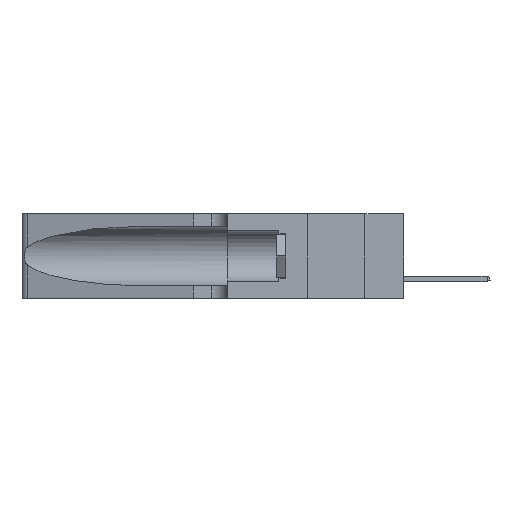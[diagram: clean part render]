
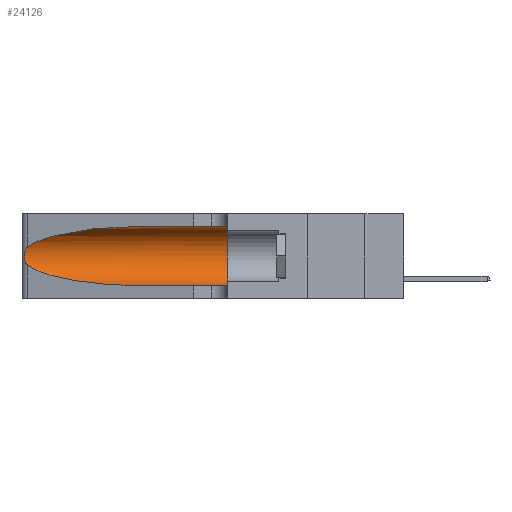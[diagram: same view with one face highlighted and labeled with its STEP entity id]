
A CAD part, left-side view. The second image highlights one B-rep face of the part: STEP entity #24126.
In plain terms, the highlighted cylindrical face has radius 3.308 mm (diameter 6.617 mm), a partial arc.
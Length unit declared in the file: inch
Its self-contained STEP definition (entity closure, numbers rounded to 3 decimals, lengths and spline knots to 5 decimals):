
#1013 = ORIENTED_EDGE ( 'NONE', *, *, #20043, .T. ) ;
#1071 = CARTESIAN_POINT ( 'NONE',  ( 0.25487, 1.22718, 0.14631 ) ) ;
#1192 = DIRECTION ( 'NONE',  ( 0., -1., 0. ) ) ;
#1202 = CARTESIAN_POINT ( 'NONE',  ( 0.1305, 0.72297, 0.05475 ) ) ;
#1907 = CARTESIAN_POINT ( 'NONE',  ( 0.25555, 1.22994, 0.2215 ) ) ;
#2664 = AXIS2_PLACEMENT_3D ( 'NONE', #3884, #6998, #30710 ) ;
#2822 = DIRECTION ( 'NONE',  ( 0., -1., 0. ) ) ;
#3773 = CARTESIAN_POINT ( 'NONE',  ( 0.25487, 1.22718, 0.22369 ) ) ;
#3884 = CARTESIAN_POINT ( 'NONE',  ( 0.1305, 0.35, 0.185 ) ) ;
#5180 = CARTESIAN_POINT ( 'NONE',  ( 0.26075, 1.23896, 0.178 ) ) ;
#5438 = CARTESIAN_POINT ( 'NONE',  ( 0.26075, 1.23896, 0.19203 ) ) ;
#6095 = VERTEX_POINT ( 'NONE', #10963 ) ;
#6156 = VERTEX_POINT ( 'NONE', #19525 ) ;
#6195 = EDGE_CURVE ( 'NONE', #10531, #38223, #20161, .T. ) ;
#6748 = DIRECTION ( 'NONE',  ( 0., -1., 0. ) ) ;
#6883 = ORIENTED_EDGE ( 'NONE', *, *, #6195, .T. ) ;
#6998 = DIRECTION ( 'NONE',  ( 0., 1., 0. ) ) ;
#8276 = CARTESIAN_POINT ( 'NONE',  ( 0.25789, 1.23486, 0.15765 ) ) ;
#8731 = EDGE_LOOP ( 'NONE', ( #1013, #6883, #23019, #37024, #15405, #19382 ) ) ;
#9454 = CARTESIAN_POINT ( 'NONE',  ( 0.18966, 0.96281, 0.31525 ) ) ;
#10531 = VERTEX_POINT ( 'NONE', #37269 ) ;
#10963 = CARTESIAN_POINT ( 'NONE',  ( 0.1305, 0.72297, 0.05475 ) ) ;
#11587 =( BOUNDED_CURVE ( )  B_SPLINE_CURVE ( 3, ( #15524, #9454, #15413, #3773 ),
 .UNSPECIFIED., .F., .F. ) 
 B_SPLINE_CURVE_WITH_KNOTS ( ( 4, 4 ),
 ( 1.5708, 2.84003 ),
 .UNSPECIFIED. ) 
 CURVE ( )  GEOMETRIC_REPRESENTATION_ITEM ( )  RATIONAL_B_SPLINE_CURVE ( ( 1., 0.87, 0.87, 1. ) ) 
 REPRESENTATION_ITEM ( '' )  );
#13795 = CARTESIAN_POINT ( 'NONE',  ( 0.25854, 1.2359, 0.20912 ) ) ;
#14187 = CARTESIAN_POINT ( 'NONE',  ( 0.25555, 1.22993, 0.14849 ) ) ;
#14717 = FACE_OUTER_BOUND ( 'NONE', #8731, .T. ) ;
#14890 =( BOUNDED_CURVE ( )  B_SPLINE_CURVE ( 3, ( #1071, #15845, #30921, #1202 ),
 .UNSPECIFIED., .F., .F. ) 
 B_SPLINE_CURVE_WITH_KNOTS ( ( 4, 4 ),
 ( 3.44316, 4.71239 ),
 .UNSPECIFIED. ) 
 CURVE ( )  GEOMETRIC_REPRESENTATION_ITEM ( )  RATIONAL_B_SPLINE_CURVE ( ( 1., 0.87, 0.87, 1. ) ) 
 REPRESENTATION_ITEM ( '' )  );
#15405 = ORIENTED_EDGE ( 'NONE', *, *, #36867, .F. ) ;
#15413 = CARTESIAN_POINT ( 'NONE',  ( 0.2373, 1.15595, 0.28018 ) ) ;
#15524 = CARTESIAN_POINT ( 'NONE',  ( 0.1305, 0.72297, 0.31525 ) ) ;
#15845 = CARTESIAN_POINT ( 'NONE',  ( 0.2373, 1.15595, 0.08982 ) ) ;
#18337 = CARTESIAN_POINT ( 'NONE',  ( 0.25487, 1.22718, 0.14631 ) ) ;
#18719 = LINE ( 'NONE', #21116, #27014 ) ;
#19382 = ORIENTED_EDGE ( 'NONE', *, *, #36787, .F. ) ;
#19525 = CARTESIAN_POINT ( 'NONE',  ( 0.1305, 0.35, 0.05475 ) ) ;
#19653 = CARTESIAN_POINT ( 'NONE',  ( 0.25487, 1.22718, 0.22369 ) ) ;
#20043 = EDGE_CURVE ( 'NONE', #35791, #10531, #11587, .T. ) ;
#20052 = CARTESIAN_POINT ( 'NONE',  ( 0.25487, 1.22718, 0.14631 ) ) ;
#20161 = B_SPLINE_CURVE_WITH_KNOTS ( 'NONE', 3,
 ( #19653, #1907, #28524, #31465, #13795, #32205, #5438, #5180, #25961, #28896, #8276, #37646, #14187, #20052 ),
 .UNSPECIFIED., .F., .F.,
 ( 4, 2, 2, 2, 2, 2, 4 ),
 ( 0., 0.00027, 0.00053, 0.00107, 0.0016, 0.00187, 0.00214 ),
 .UNSPECIFIED. ) ;
#20768 = CARTESIAN_POINT ( 'NONE',  ( 0.1305, 0.35, 0.31525 ) ) ;
#21116 = CARTESIAN_POINT ( 'NONE',  ( 0.1305, 1.61858, 0.31525 ) ) ;
#22071 = CARTESIAN_POINT ( 'NONE',  ( 0.1305, 0.72297, 0.31525 ) ) ;
#23019 = ORIENTED_EDGE ( 'NONE', *, *, #37589, .T. ) ;
#24126 = ADVANCED_FACE ( 'NONE', ( #14717 ), #31756, .F. ) ;
#24636 = LINE ( 'NONE', #25474, #27844 ) ;
#24973 = EDGE_CURVE ( 'NONE', #6095, #6156, #24636, .T. ) ;
#25474 = CARTESIAN_POINT ( 'NONE',  ( 0.1305, 1.61858, 0.05475 ) ) ;
#25961 = CARTESIAN_POINT ( 'NONE',  ( 0.26017, 1.23833, 0.17102 ) ) ;
#26460 = DIRECTION ( 'NONE',  ( 0., 0., -1. ) ) ;
#27014 = VECTOR ( 'NONE', #6748, 39.37008 ) ;
#27844 = VECTOR ( 'NONE', #1192, 39.37008 ) ;
#28415 = CIRCLE ( 'NONE', #2664, 0.13025 ) ;
#28524 = CARTESIAN_POINT ( 'NONE',  ( 0.25639, 1.23184, 0.21858 ) ) ;
#28896 = CARTESIAN_POINT ( 'NONE',  ( 0.25856, 1.23593, 0.16098 ) ) ;
#30710 = DIRECTION ( 'NONE',  ( 0., 0., 1. ) ) ;
#30921 = CARTESIAN_POINT ( 'NONE',  ( 0.18966, 0.96281, 0.05475 ) ) ;
#31465 = CARTESIAN_POINT ( 'NONE',  ( 0.25787, 1.23484, 0.2124 ) ) ;
#31756 = CYLINDRICAL_SURFACE ( 'NONE', #35068, 0.13025 ) ;
#31947 = CARTESIAN_POINT ( 'NONE',  ( 0.1305, 1.61858, 0.185 ) ) ;
#32205 = CARTESIAN_POINT ( 'NONE',  ( 0.26018, 1.23835, 0.19895 ) ) ;
#35068 = AXIS2_PLACEMENT_3D ( 'NONE', #31947, #2822, #26460 ) ;
#35791 = VERTEX_POINT ( 'NONE', #22071 ) ;
#36538 = VERTEX_POINT ( 'NONE', #20768 ) ;
#36787 = EDGE_CURVE ( 'NONE', #35791, #36538, #18719, .T. ) ;
#36867 = EDGE_CURVE ( 'NONE', #36538, #6156, #28415, .T. ) ;
#37024 = ORIENTED_EDGE ( 'NONE', *, *, #24973, .T. ) ;
#37269 = CARTESIAN_POINT ( 'NONE',  ( 0.25487, 1.22718, 0.22369 ) ) ;
#37589 = EDGE_CURVE ( 'NONE', #38223, #6095, #14890, .T. ) ;
#37646 = CARTESIAN_POINT ( 'NONE',  ( 0.25639, 1.23186, 0.15144 ) ) ;
#38223 = VERTEX_POINT ( 'NONE', #18337 ) ;
